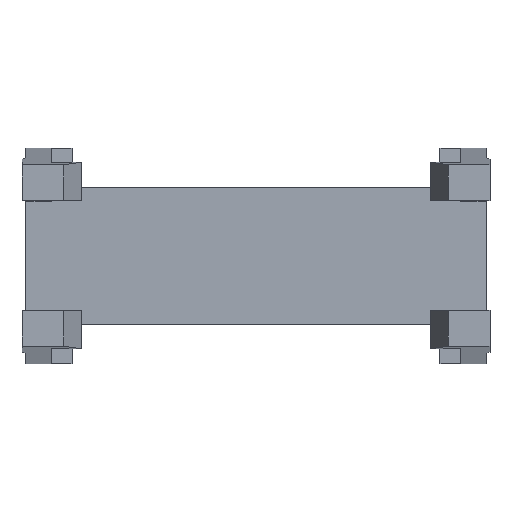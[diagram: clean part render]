
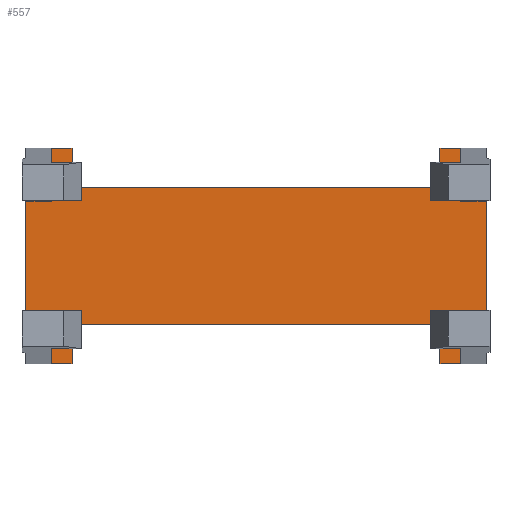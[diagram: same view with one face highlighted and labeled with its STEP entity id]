
A CAD part, top view. The second image highlights one B-rep face of the part: STEP entity #557.
In plain terms, the highlighted planar face has unit normal (0, 0, 1).
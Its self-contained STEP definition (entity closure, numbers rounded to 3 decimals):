
#423=AXIS2_PLACEMENT_3D('Plane Axis2P3D',#420,#421,#422) ;
#212=CARTESIAN_POINT('Vertex',(0.86,0.,2.)) ;
#280=CARTESIAN_POINT('Vertex',(0.86,1.55,2.)) ;
#283=CARTESIAN_POINT('Line Origine',(0.485,1.55,2.)) ;
#287=CARTESIAN_POINT('Vertex',(0.11,1.55,2.)) ;
#311=CARTESIAN_POINT('Line Origine',(0.86,0.775,2.)) ;
#328=CARTESIAN_POINT('Line Origine',(0.11,3.15,2.)) ;
#332=CARTESIAN_POINT('Vertex',(0.11,4.75,2.)) ;
#404=CARTESIAN_POINT('Vertex',(1.46,0.,2.)) ;
#407=CARTESIAN_POINT('Line Origine',(1.16,0.,2.)) ;
#420=CARTESIAN_POINT('Axis2P3D Location',(-0.19,-0.3,2.)) ;
#425=CARTESIAN_POINT('Line Origine',(13.55,3.15,2.)) ;
#429=CARTESIAN_POINT('Vertex',(13.55,1.55,2.)) ;
#431=CARTESIAN_POINT('Vertex',(13.55,4.75,2.)) ;
#434=CARTESIAN_POINT('Line Origine',(13.175,4.75,2.)) ;
#438=CARTESIAN_POINT('Vertex',(12.8,4.75,2.)) ;
#441=CARTESIAN_POINT('Line Origine',(12.8,5.525,2.)) ;
#445=CARTESIAN_POINT('Vertex',(12.8,6.3,2.)) ;
#448=CARTESIAN_POINT('Line Origine',(12.5,6.3,2.)) ;
#452=CARTESIAN_POINT('Vertex',(12.2,6.3,2.)) ;
#455=CARTESIAN_POINT('Line Origine',(12.2,5.725,2.)) ;
#459=CARTESIAN_POINT('Vertex',(12.2,5.15,2.)) ;
#462=CARTESIAN_POINT('Line Origine',(6.83,5.15,2.)) ;
#466=CARTESIAN_POINT('Vertex',(1.46,5.15,2.)) ;
#469=CARTESIAN_POINT('Line Origine',(1.46,5.725,2.)) ;
#473=CARTESIAN_POINT('Vertex',(1.46,6.3,2.)) ;
#476=CARTESIAN_POINT('Line Origine',(1.16,6.3,2.)) ;
#480=CARTESIAN_POINT('Vertex',(0.86,6.3,2.)) ;
#483=CARTESIAN_POINT('Line Origine',(0.86,5.525,2.)) ;
#487=CARTESIAN_POINT('Vertex',(0.86,4.75,2.)) ;
#490=CARTESIAN_POINT('Line Origine',(0.485,4.75,2.)) ;
#495=CARTESIAN_POINT('Line Origine',(1.46,0.575,2.)) ;
#499=CARTESIAN_POINT('Vertex',(1.46,1.15,2.)) ;
#502=CARTESIAN_POINT('Line Origine',(6.83,1.15,2.)) ;
#506=CARTESIAN_POINT('Vertex',(12.2,1.15,2.)) ;
#509=CARTESIAN_POINT('Line Origine',(12.2,0.575,2.)) ;
#513=CARTESIAN_POINT('Vertex',(12.2,0.,2.)) ;
#516=CARTESIAN_POINT('Line Origine',(12.5,0.,2.)) ;
#520=CARTESIAN_POINT('Vertex',(12.8,0.,2.)) ;
#523=CARTESIAN_POINT('Line Origine',(12.8,0.775,2.)) ;
#527=CARTESIAN_POINT('Vertex',(12.8,1.55,2.)) ;
#530=CARTESIAN_POINT('Line Origine',(13.175,1.55,2.)) ;
#284=DIRECTION('Vector Direction',(-1.,0.,0.)) ;
#312=DIRECTION('Vector Direction',(0.,-1.,0.)) ;
#329=DIRECTION('Vector Direction',(0.,-1.,0.)) ;
#408=DIRECTION('Vector Direction',(-1.,0.,0.)) ;
#421=DIRECTION('Axis2P3D Direction',(0.,0.,1.)) ;
#422=DIRECTION('Axis2P3D XDirection',(1.,0.,0.)) ;
#426=DIRECTION('Vector Direction',(0.,1.,0.)) ;
#435=DIRECTION('Vector Direction',(1.,0.,0.)) ;
#442=DIRECTION('Vector Direction',(0.,1.,0.)) ;
#449=DIRECTION('Vector Direction',(-1.,0.,0.)) ;
#456=DIRECTION('Vector Direction',(0.,1.,0.)) ;
#463=DIRECTION('Vector Direction',(-1.,0.,0.)) ;
#470=DIRECTION('Vector Direction',(0.,1.,0.)) ;
#477=DIRECTION('Vector Direction',(1.,0.,0.)) ;
#484=DIRECTION('Vector Direction',(0.,1.,0.)) ;
#491=DIRECTION('Vector Direction',(-1.,0.,0.)) ;
#496=DIRECTION('Vector Direction',(0.,1.,0.)) ;
#503=DIRECTION('Vector Direction',(-1.,0.,0.)) ;
#510=DIRECTION('Vector Direction',(0.,1.,0.)) ;
#517=DIRECTION('Vector Direction',(-1.,0.,0.)) ;
#524=DIRECTION('Vector Direction',(0.,-1.,0.)) ;
#531=DIRECTION('Vector Direction',(1.,0.,0.)) ;
#285=VECTOR('Line Direction',#284,1.) ;
#313=VECTOR('Line Direction',#312,1.) ;
#330=VECTOR('Line Direction',#329,1.) ;
#409=VECTOR('Line Direction',#408,1.) ;
#427=VECTOR('Line Direction',#426,1.) ;
#436=VECTOR('Line Direction',#435,1.) ;
#443=VECTOR('Line Direction',#442,1.) ;
#450=VECTOR('Line Direction',#449,1.) ;
#457=VECTOR('Line Direction',#456,1.) ;
#464=VECTOR('Line Direction',#463,1.) ;
#471=VECTOR('Line Direction',#470,1.) ;
#478=VECTOR('Line Direction',#477,1.) ;
#485=VECTOR('Line Direction',#484,1.) ;
#492=VECTOR('Line Direction',#491,1.) ;
#497=VECTOR('Line Direction',#496,1.) ;
#504=VECTOR('Line Direction',#503,1.) ;
#511=VECTOR('Line Direction',#510,1.) ;
#518=VECTOR('Line Direction',#517,1.) ;
#525=VECTOR('Line Direction',#524,1.) ;
#532=VECTOR('Line Direction',#531,1.) ;
#536=ORIENTED_EDGE('',*,*,#433,.T.) ;
#537=ORIENTED_EDGE('',*,*,#440,.F.) ;
#538=ORIENTED_EDGE('',*,*,#447,.T.) ;
#539=ORIENTED_EDGE('',*,*,#454,.T.) ;
#540=ORIENTED_EDGE('',*,*,#461,.F.) ;
#541=ORIENTED_EDGE('',*,*,#468,.T.) ;
#542=ORIENTED_EDGE('',*,*,#475,.T.) ;
#543=ORIENTED_EDGE('',*,*,#482,.F.) ;
#544=ORIENTED_EDGE('',*,*,#489,.F.) ;
#545=ORIENTED_EDGE('',*,*,#494,.T.) ;
#546=ORIENTED_EDGE('',*,*,#334,.T.) ;
#547=ORIENTED_EDGE('',*,*,#289,.F.) ;
#548=ORIENTED_EDGE('',*,*,#315,.T.) ;
#549=ORIENTED_EDGE('',*,*,#411,.F.) ;
#550=ORIENTED_EDGE('',*,*,#501,.T.) ;
#551=ORIENTED_EDGE('',*,*,#508,.F.) ;
#552=ORIENTED_EDGE('',*,*,#515,.F.) ;
#553=ORIENTED_EDGE('',*,*,#522,.F.) ;
#554=ORIENTED_EDGE('',*,*,#529,.F.) ;
#555=ORIENTED_EDGE('',*,*,#534,.T.) ;
#557=ADVANCED_FACE('Strain Relief',(#556),#424,.T.) ;
#289=EDGE_CURVE('',#281,#288,#286,.T.) ;
#315=EDGE_CURVE('',#281,#213,#314,.T.) ;
#334=EDGE_CURVE('',#333,#288,#331,.T.) ;
#411=EDGE_CURVE('',#405,#213,#410,.T.) ;
#433=EDGE_CURVE('',#430,#432,#428,.T.) ;
#440=EDGE_CURVE('',#439,#432,#437,.T.) ;
#447=EDGE_CURVE('',#439,#446,#444,.T.) ;
#454=EDGE_CURVE('',#446,#453,#451,.T.) ;
#461=EDGE_CURVE('',#460,#453,#458,.T.) ;
#468=EDGE_CURVE('',#460,#467,#465,.T.) ;
#475=EDGE_CURVE('',#467,#474,#472,.T.) ;
#482=EDGE_CURVE('',#481,#474,#479,.T.) ;
#489=EDGE_CURVE('',#488,#481,#486,.T.) ;
#494=EDGE_CURVE('',#488,#333,#493,.T.) ;
#501=EDGE_CURVE('',#405,#500,#498,.T.) ;
#508=EDGE_CURVE('',#507,#500,#505,.T.) ;
#515=EDGE_CURVE('',#514,#507,#512,.T.) ;
#522=EDGE_CURVE('',#521,#514,#519,.T.) ;
#529=EDGE_CURVE('',#528,#521,#526,.T.) ;
#534=EDGE_CURVE('',#528,#430,#533,.T.) ;
#535=EDGE_LOOP('',(#536,#537,#538,#539,#540,#541,#542,#543,#544,#545,#546,#547,#548,#549,#550,#551,#552,#553,#554,#555)) ;
#556=FACE_OUTER_BOUND('',#535,.T.) ;
#286=LINE('Line',#283,#285) ;
#314=LINE('Line',#311,#313) ;
#331=LINE('Line',#328,#330) ;
#410=LINE('Line',#407,#409) ;
#428=LINE('Line',#425,#427) ;
#437=LINE('Line',#434,#436) ;
#444=LINE('Line',#441,#443) ;
#451=LINE('Line',#448,#450) ;
#458=LINE('Line',#455,#457) ;
#465=LINE('Line',#462,#464) ;
#472=LINE('Line',#469,#471) ;
#479=LINE('Line',#476,#478) ;
#486=LINE('Line',#483,#485) ;
#493=LINE('Line',#490,#492) ;
#498=LINE('Line',#495,#497) ;
#505=LINE('Line',#502,#504) ;
#512=LINE('Line',#509,#511) ;
#519=LINE('Line',#516,#518) ;
#526=LINE('Line',#523,#525) ;
#533=LINE('Line',#530,#532) ;
#424=PLANE('',#423) ;
#213=VERTEX_POINT('',#212) ;
#281=VERTEX_POINT('',#280) ;
#288=VERTEX_POINT('',#287) ;
#333=VERTEX_POINT('',#332) ;
#405=VERTEX_POINT('',#404) ;
#430=VERTEX_POINT('',#429) ;
#432=VERTEX_POINT('',#431) ;
#439=VERTEX_POINT('',#438) ;
#446=VERTEX_POINT('',#445) ;
#453=VERTEX_POINT('',#452) ;
#460=VERTEX_POINT('',#459) ;
#467=VERTEX_POINT('',#466) ;
#474=VERTEX_POINT('',#473) ;
#481=VERTEX_POINT('',#480) ;
#488=VERTEX_POINT('',#487) ;
#500=VERTEX_POINT('',#499) ;
#507=VERTEX_POINT('',#506) ;
#514=VERTEX_POINT('',#513) ;
#521=VERTEX_POINT('',#520) ;
#528=VERTEX_POINT('',#527) ;
